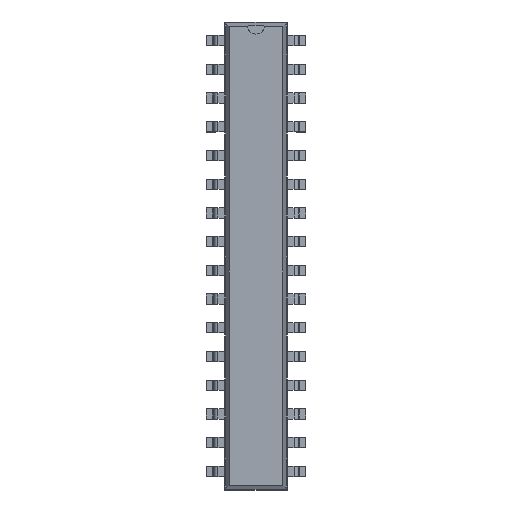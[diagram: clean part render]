
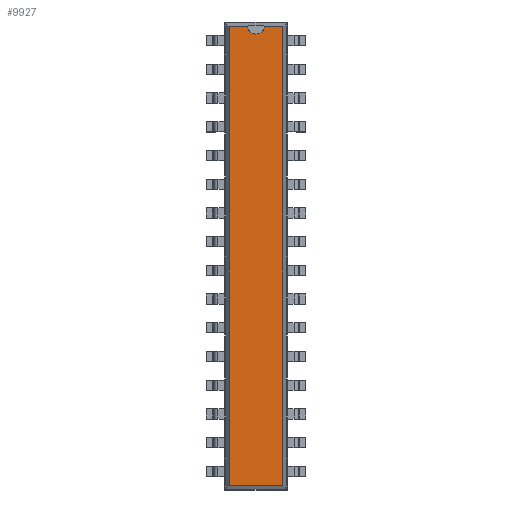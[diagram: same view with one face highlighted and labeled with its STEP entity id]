
A CAD part, top view. The second image highlights one B-rep face of the part: STEP entity #9927.
In plain terms, the highlighted planar face has unit normal (0, 0, 1).
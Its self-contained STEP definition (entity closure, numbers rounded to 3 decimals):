
#27=VECTOR('',#28,1.);
#28=DIRECTION('',(0.,1.,0.));
#34=VECTOR('',#35,1.);
#35=DIRECTION('',(-1.,0.,0.));
#41=VECTOR('',#42,1.);
#42=DIRECTION('',(0.,-1.,0.));
#46=VECTOR('',#47,1.);
#47=DIRECTION('',(1.,0.,0.));
#50=DIRECTION('',(0.,0.,-1.));
#1815=DIRECTION('',(0.,0.,-1.));
#6637=VERTEX_POINT('',#6638);
#6638=CARTESIAN_POINT('',(2.351,20.302,3.68));
#6640=ORIENTED_EDGE('',*,*,#6641,.F.);
#6641=EDGE_CURVE('',#6642,#6637,#6644,.T.);
#6642=VERTEX_POINT('',#6643);
#6643=CARTESIAN_POINT('',(2.351,-20.302,3.68));
#6644=LINE('',#6643,#27);
#8243=VERTEX_POINT('',#8244);
#8244=CARTESIAN_POINT('',(-2.351,20.302,3.68));
#8246=ORIENTED_EDGE('',*,*,#8247,.F.);
#8247=EDGE_CURVE('',#8248,#8243,#8250,.T.);
#8248=VERTEX_POINT('',#8249);
#8249=CARTESIAN_POINT('',(-0.746,20.302,3.68));
#8250=LINE('',#6638,#34);
#8269=VERTEX_POINT('',#8270);
#8270=CARTESIAN_POINT('',(0.746,20.302,3.68));
#8276=ORIENTED_EDGE('',*,*,#8277,.F.);
#8277=EDGE_CURVE('',#6637,#8269,#8250,.T.);
#8333=VERTEX_POINT('',#8334);
#8334=CARTESIAN_POINT('',(-2.351,-20.302,3.68));
#8336=ORIENTED_EDGE('',*,*,#8337,.F.);
#8337=EDGE_CURVE('',#8243,#8333,#8338,.T.);
#8338=LINE('',#8244,#41);
#9922=ORIENTED_EDGE('',*,*,#9923,.F.);
#9923=EDGE_CURVE('',#8333,#6642,#9924,.T.);
#9924=LINE('',#8334,#46);
#9927=ADVANCED_FACE('',(#9928),#9939,.F.);
#9928=FACE_BOUND('',#9929,.F.);
#9929=EDGE_LOOP('',(#6640,#9922,#8336,#8246,#9930,#9937,#8276));
#9930=ORIENTED_EDGE('',*,*,#9931,.F.);
#9931=EDGE_CURVE('',#9932,#8248,#9934,.T.);
#9932=VERTEX_POINT('',#9933);
#9933=CARTESIAN_POINT('',(0.,19.627,3.68));
#9934=CIRCLE('',#9935,0.75);
#9935=AXIS2_PLACEMENT_3D('',#9936,#1815,#42);
#9936=CARTESIAN_POINT('',(0.,20.377,3.68));
#9937=ORIENTED_EDGE('',*,*,#9938,.F.);
#9938=EDGE_CURVE('',#8269,#9932,#9934,.T.);
#9939=PLANE('',#9940);
#9940=AXIS2_PLACEMENT_3D('',#6643,#50,#9941);
#9941=DIRECTION('',(-0.115,0.993,0.));
